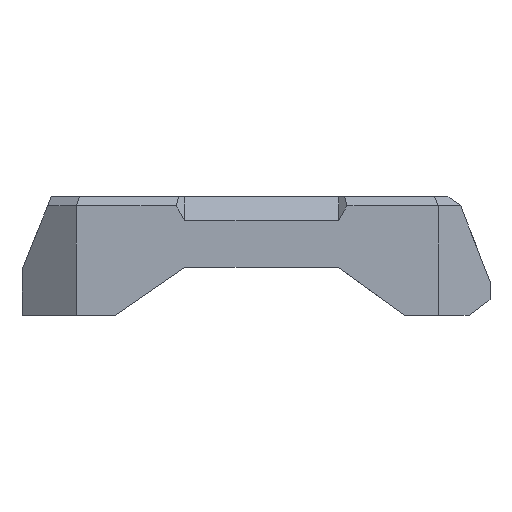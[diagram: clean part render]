
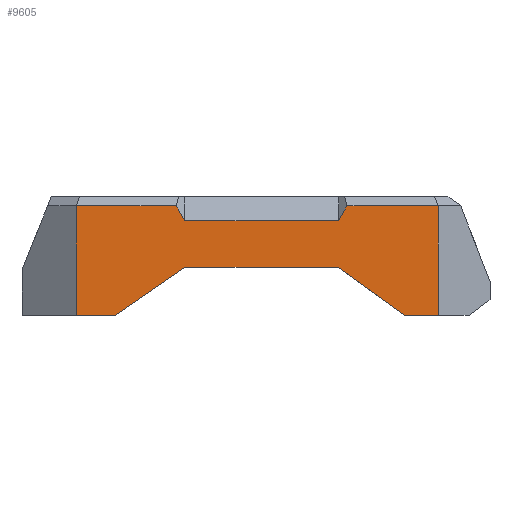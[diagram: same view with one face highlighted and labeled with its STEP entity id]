
A CAD part, left-side view. The second image highlights one B-rep face of the part: STEP entity #9605.
In plain terms, the highlighted planar face has unit normal (-1, 0, 0).
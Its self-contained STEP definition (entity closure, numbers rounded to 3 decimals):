
#212=FACE_OUTER_BOUND('',#744,.T.);
#744=EDGE_LOOP('',(#6980,#6981,#6982,#6983,#6984,#6985,#6986,#6987,#6988,
#6989,#6990,#6991));
#1644=LINE('',#14151,#2949);
#1648=LINE('',#14158,#2953);
#1651=LINE('',#14166,#2956);
#1664=LINE('',#14197,#2969);
#1665=LINE('',#14199,#2970);
#1666=LINE('',#14201,#2971);
#1667=LINE('',#14203,#2972);
#1668=LINE('',#14205,#2973);
#1669=LINE('',#14207,#2974);
#1670=LINE('',#14209,#2975);
#1671=LINE('',#14211,#2976);
#1672=LINE('',#14212,#2977);
#2949=VECTOR('',#11342,10.);
#2953=VECTOR('',#11348,10.);
#2956=VECTOR('',#11355,10.);
#2969=VECTOR('',#11382,10.);
#2970=VECTOR('',#11383,10.);
#2971=VECTOR('',#11384,10.);
#2972=VECTOR('',#11385,10.);
#2973=VECTOR('',#11386,10.);
#2974=VECTOR('',#11387,10.);
#2975=VECTOR('',#11388,10.);
#2976=VECTOR('',#11389,10.);
#2977=VECTOR('',#11390,10.);
#4391=VERTEX_POINT('',#14148);
#4392=VERTEX_POINT('',#14150);
#4394=VERTEX_POINT('',#14156);
#4397=VERTEX_POINT('',#14164);
#4408=VERTEX_POINT('',#14196);
#4409=VERTEX_POINT('',#14198);
#4410=VERTEX_POINT('',#14200);
#4411=VERTEX_POINT('',#14202);
#4412=VERTEX_POINT('',#14204);
#4413=VERTEX_POINT('',#14206);
#4414=VERTEX_POINT('',#14208);
#4415=VERTEX_POINT('',#14210);
#5387=EDGE_CURVE('',#4392,#4391,#1644,.T.);
#5391=EDGE_CURVE('',#4391,#4394,#1648,.T.);
#5395=EDGE_CURVE('',#4394,#4397,#1651,.T.);
#5410=EDGE_CURVE('',#4408,#4397,#1664,.T.);
#5411=EDGE_CURVE('',#4409,#4408,#1665,.T.);
#5412=EDGE_CURVE('',#4410,#4409,#1666,.T.);
#5413=EDGE_CURVE('',#4411,#4410,#1667,.T.);
#5414=EDGE_CURVE('',#4411,#4412,#1668,.T.);
#5415=EDGE_CURVE('',#4413,#4412,#1669,.T.);
#5416=EDGE_CURVE('',#4414,#4413,#1670,.T.);
#5417=EDGE_CURVE('',#4414,#4415,#1671,.T.);
#5418=EDGE_CURVE('',#4392,#4415,#1672,.T.);
#6980=ORIENTED_EDGE('',*,*,#5387,.T.);
#6981=ORIENTED_EDGE('',*,*,#5391,.T.);
#6982=ORIENTED_EDGE('',*,*,#5395,.T.);
#6983=ORIENTED_EDGE('',*,*,#5410,.F.);
#6984=ORIENTED_EDGE('',*,*,#5411,.F.);
#6985=ORIENTED_EDGE('',*,*,#5412,.F.);
#6986=ORIENTED_EDGE('',*,*,#5413,.F.);
#6987=ORIENTED_EDGE('',*,*,#5414,.T.);
#6988=ORIENTED_EDGE('',*,*,#5415,.F.);
#6989=ORIENTED_EDGE('',*,*,#5416,.F.);
#6990=ORIENTED_EDGE('',*,*,#5417,.T.);
#6991=ORIENTED_EDGE('',*,*,#5418,.F.);
#9153=PLANE('',#10161);
#9605=ADVANCED_FACE('',(#212),#9153,.T.);
#10161=AXIS2_PLACEMENT_3D('',#14195,#11380,#11381);
#11342=DIRECTION('',(0.,-0.823,0.568));
#11348=DIRECTION('',(0.,-1.,0.));
#11355=DIRECTION('',(0.,-0.811,-0.585));
#11380=DIRECTION('center_axis',(-1.,0.,0.));
#11381=DIRECTION('ref_axis',(0.,1.,0.));
#11382=DIRECTION('',(0.,1.,0.));
#11383=DIRECTION('',(0.,0.,-1.));
#11384=DIRECTION('',(0.,-1.,0.));
#11385=DIRECTION('',(0.,-0.498,0.867));
#11386=DIRECTION('',(0.,1.,0.));
#11387=DIRECTION('',(0.,-0.498,-0.867));
#11388=DIRECTION('',(0.,-1.,0.));
#11389=DIRECTION('',(0.,0.,-1.));
#11390=DIRECTION('',(0.,1.,0.));
#14148=CARTESIAN_POINT('',(-22.249,45.191,53.258));
#14150=CARTESIAN_POINT('',(-22.249,52.791,48.018));
#14151=CARTESIAN_POINT('',(-22.249,39.379,57.265));
#14156=CARTESIAN_POINT('',(-22.249,28.316,53.258));
#14158=CARTESIAN_POINT('',(-22.249,31.285,53.258));
#14164=CARTESIAN_POINT('',(-22.249,21.046,48.018));
#14166=CARTESIAN_POINT('',(-22.249,26.557,51.991));
#14195=CARTESIAN_POINT('Origin',(-22.249,17.379,61.018));
#14196=CARTESIAN_POINT('',(-22.249,17.379,48.018));
#14197=CARTESIAN_POINT('',(-22.249,33.085,48.018));
#14198=CARTESIAN_POINT('',(-22.249,17.379,60.018));
#14199=CARTESIAN_POINT('',(-22.249,17.379,61.018));
#14200=CARTESIAN_POINT('',(-22.249,27.389,60.018));
#14201=CARTESIAN_POINT('',(-22.249,27.094,60.018));
#14202=CARTESIAN_POINT('',(-22.249,28.316,58.403));
#14203=CARTESIAN_POINT('',(-22.249,26.978,60.736));
#14204=CARTESIAN_POINT('',(-22.249,45.191,58.403));
#14205=CARTESIAN_POINT('',(-22.249,27.066,58.403));
#14206=CARTESIAN_POINT('',(-22.249,46.117,60.018));
#14207=CARTESIAN_POINT('',(-22.249,47.067,61.675));
#14208=CARTESIAN_POINT('',(-22.249,57.066,60.018));
#14209=CARTESIAN_POINT('',(-22.249,27.094,60.018));
#14210=CARTESIAN_POINT('',(-22.249,57.066,48.018));
#14211=CARTESIAN_POINT('',(-22.249,57.066,61.018));
#14212=CARTESIAN_POINT('',(-22.249,33.085,48.018));
